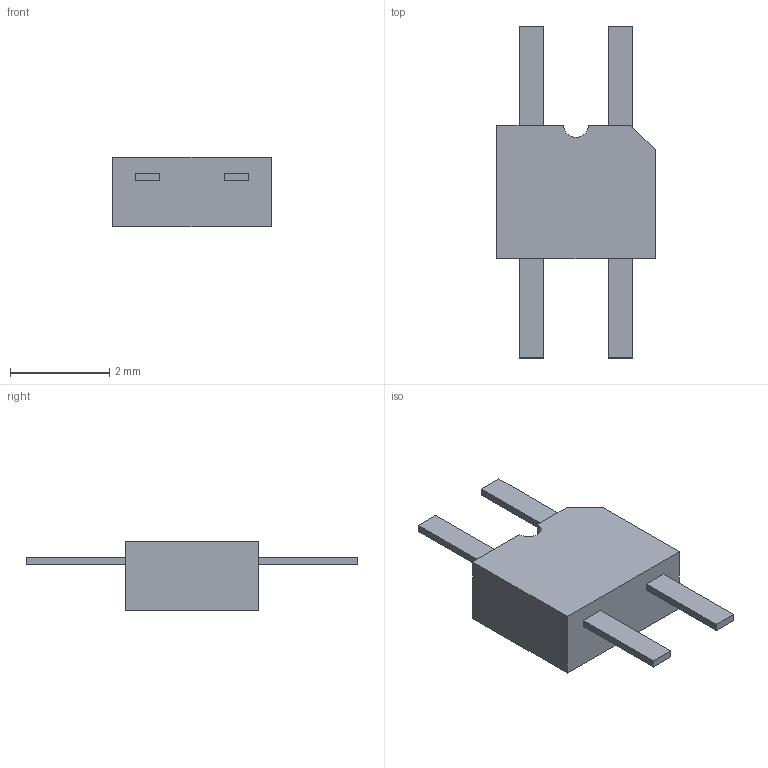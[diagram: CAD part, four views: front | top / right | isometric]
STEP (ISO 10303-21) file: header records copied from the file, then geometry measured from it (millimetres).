
FILE_DESCRIPTION(('FreeCAD Model'),'2;1');
FILE_NAME('Kodenshi_SG105_Reverse.step','2018-01-02T22:33:15',('kicad StepUp'),( 'ksu MCAD'),'Open CASCADE STEP processor 6.8','FreeCAD','Unknown');
FILE_SCHEMA(('AUTOMOTIVE_DESIGN_CC2 { 1 2 10303 214 -1 1 5 4 }'));
Length unit declared in the file: millimetre
Products named in the file (1): Kodenshi_SG105_Reverse
Bounding box: 3.2 x 6.7 x 1.4 mm (x, y, z)
Volume: 11.9 mm3; surface area: 44.5 mm2
Topology: 1 solids, 1 shells, 49 faces, 117 edges, 75 vertices
Faces by surface type: plane 48, cylinder 1
Entity records: 970 total; most frequent: ORIENTED_EDGE 183, CARTESIAN_POINT 125, EDGE_CURVE 117, LINE 104, VERTEX_POINT 75, FACE_BOUND 54, EDGE_LOOP 54, ADVANCED_FACE 49
